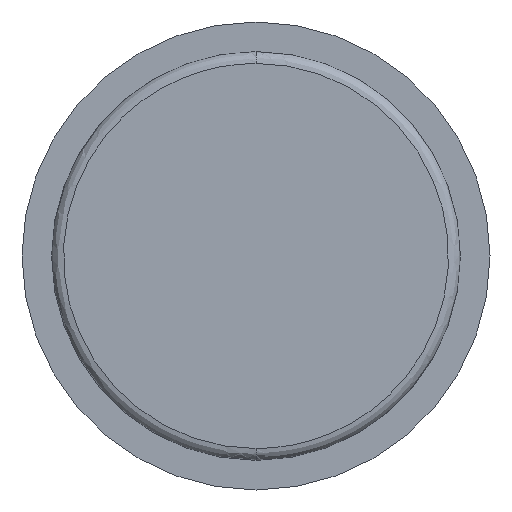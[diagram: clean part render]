
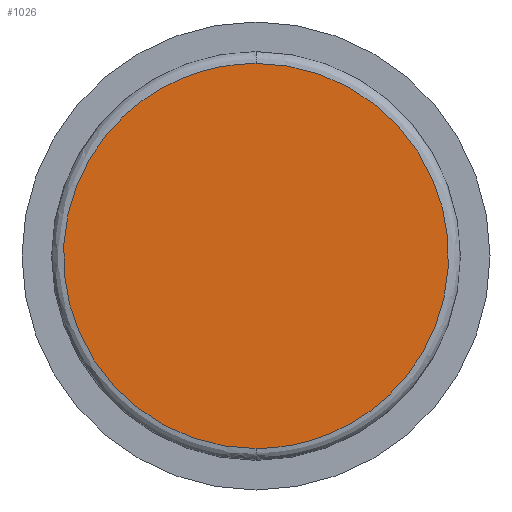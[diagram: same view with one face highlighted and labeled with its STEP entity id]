
A CAD part, front view. The second image highlights one B-rep face of the part: STEP entity #1026.
In plain terms, the highlighted planar face has unit normal (0, -1, 0).
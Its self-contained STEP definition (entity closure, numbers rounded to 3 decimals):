
#2 = DIRECTION ( 'NONE',  ( 0., 0., -1. ) ) ;
#9 =( BOUNDED_CURVE ( )  B_SPLINE_CURVE ( 3, ( #464, #142, #991, #26 ),
 .UNSPECIFIED., .F., .F. ) 
 B_SPLINE_CURVE_WITH_KNOTS ( ( 4, 4 ),
 ( 0.25, 0.75 ),
 .UNSPECIFIED. ) 
 CURVE ( )  GEOMETRIC_REPRESENTATION_ITEM ( )  RATIONAL_B_SPLINE_CURVE ( ( 1., 0.333, 0.333, 1. ) ) 
 REPRESENTATION_ITEM ( '' )  );
#16 = CARTESIAN_POINT ( 'NONE',  ( 0., -2., 32.5 ) ) ;
#26 = CARTESIAN_POINT ( 'NONE',  ( 0., -2., -32.5 ) ) ;
#118 = ORIENTED_EDGE ( 'NONE', *, *, #462, .F. ) ;
#142 = CARTESIAN_POINT ( 'NONE',  ( 65., -2., 32.5 ) ) ;
#208 = CARTESIAN_POINT ( 'NONE',  ( -16.25, -2., 0. ) ) ;
#215 = PLANE ( 'NONE',  #836 ) ;
#261 = FACE_OUTER_BOUND ( 'NONE', #1330, .T. ) ;
#325 = CARTESIAN_POINT ( 'NONE',  ( 0., -2., -32.5 ) ) ;
#342 = CARTESIAN_POINT ( 'NONE',  ( -65., -2., -32.5 ) ) ;
#462 = EDGE_CURVE ( 'NONE', #1226, #1162, #9, .T. ) ;
#464 = CARTESIAN_POINT ( 'NONE',  ( 0., -2., 32.5 ) ) ;
#659 = CARTESIAN_POINT ( 'NONE',  ( -65., -2., 32.5 ) ) ;
#746 = DIRECTION ( 'NONE',  ( 0., -1., 0. ) ) ;
#796 =( BOUNDED_CURVE ( )  B_SPLINE_CURVE ( 3, ( #325, #342, #659, #16 ),
 .UNSPECIFIED., .F., .F. ) 
 B_SPLINE_CURVE_WITH_KNOTS ( ( 4, 4 ),
 ( 0.75, 1.25 ),
 .UNSPECIFIED. ) 
 CURVE ( )  GEOMETRIC_REPRESENTATION_ITEM ( )  RATIONAL_B_SPLINE_CURVE ( ( 1., 0.333, 0.333, 1. ) ) 
 REPRESENTATION_ITEM ( '' )  );
#836 = AXIS2_PLACEMENT_3D ( 'NONE', #208, #746, #2 ) ;
#871 = ORIENTED_EDGE ( 'NONE', *, *, #1154, .F. ) ;
#975 = CARTESIAN_POINT ( 'NONE',  ( 0., -2., 32.5 ) ) ;
#991 = CARTESIAN_POINT ( 'NONE',  ( 65., -2., -32.5 ) ) ;
#1026 = ADVANCED_FACE ( 'NONE', ( #261 ), #215, .T. ) ;
#1154 = EDGE_CURVE ( 'NONE', #1162, #1226, #796, .T. ) ;
#1162 = VERTEX_POINT ( 'NONE', #1174 ) ;
#1174 = CARTESIAN_POINT ( 'NONE',  ( 0., -2., -32.5 ) ) ;
#1226 = VERTEX_POINT ( 'NONE', #975 ) ;
#1330 = EDGE_LOOP ( 'NONE', ( #871, #118 ) ) ;
